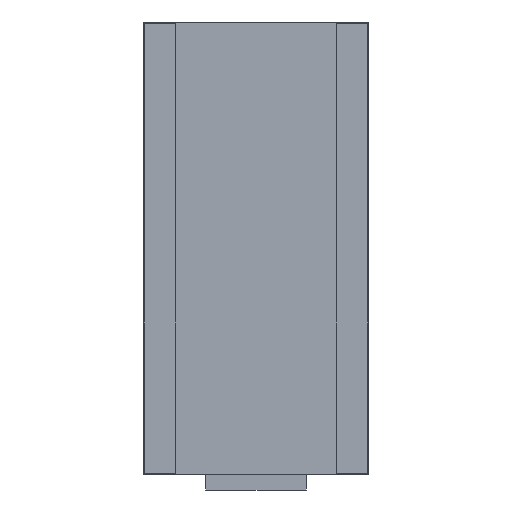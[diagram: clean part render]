
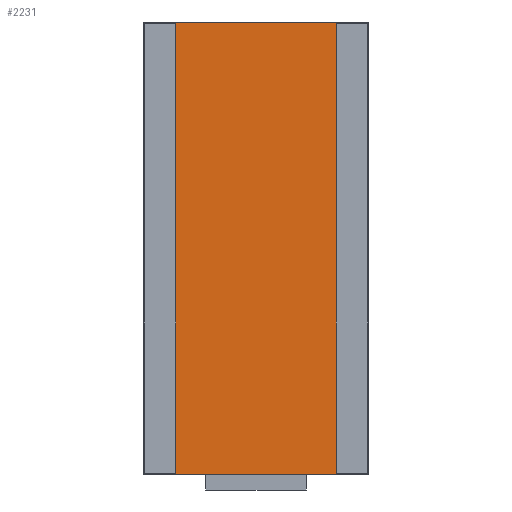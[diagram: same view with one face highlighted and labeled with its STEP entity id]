
A CAD part, front view. The second image highlights one B-rep face of the part: STEP entity #2231.
In plain terms, the highlighted planar face has unit normal (0, -1, 0).
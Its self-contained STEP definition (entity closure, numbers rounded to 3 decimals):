
#12 = VECTOR ( 'NONE', #744, 1000. ) ;
#47 = VERTEX_POINT ( 'NONE', #981 ) ;
#61 = VERTEX_POINT ( 'NONE', #1045 ) ;
#70 = CARTESIAN_POINT ( 'NONE',  ( -8.9, 0., 17.85 ) ) ;
#73 = VERTEX_POINT ( 'NONE', #2335 ) ;
#98 = CARTESIAN_POINT ( 'NONE',  ( -6.31, 0., 17.727 ) ) ;
#99 = EDGE_CURVE ( 'NONE', #204, #252, #2324, .T. ) ;
#109 = VERTEX_POINT ( 'NONE', #459 ) ;
#117 = CARTESIAN_POINT ( 'NONE',  ( -6.31, 0., 17.727 ) ) ;
#204 = VERTEX_POINT ( 'NONE', #98 ) ;
#226 = ORIENTED_EDGE ( 'NONE', *, *, #467, .F. ) ;
#231 = FACE_OUTER_BOUND ( 'NONE', #1477, .T. ) ;
#252 = VERTEX_POINT ( 'NONE', #317 ) ;
#260 = LINE ( 'NONE', #1803, #2313 ) ;
#317 = CARTESIAN_POINT ( 'NONE',  ( -8.81, 0., 17.727 ) ) ;
#384 = ORIENTED_EDGE ( 'NONE', *, *, #990, .F. ) ;
#426 = VECTOR ( 'NONE', #1560, 1000. ) ;
#433 = CARTESIAN_POINT ( 'NONE',  ( 0., 0., 0. ) ) ;
#448 = ORIENTED_EDGE ( 'NONE', *, *, #850, .F. ) ;
#459 = CARTESIAN_POINT ( 'NONE',  ( -6.31, 0., -17.727 ) ) ;
#466 = DIRECTION ( 'NONE',  ( 0., 0., 1. ) ) ;
#467 = EDGE_CURVE ( 'NONE', #1331, #821, #929, .T. ) ;
#487 = CARTESIAN_POINT ( 'NONE',  ( 8.81, 0., 17.727 ) ) ;
#514 = VERTEX_POINT ( 'NONE', #1660 ) ;
#533 = LINE ( 'NONE', #939, #2321 ) ;
#563 = DIRECTION ( 'NONE',  ( 1., 0., 0. ) ) ;
#569 = VECTOR ( 'NONE', #1830, 1000. ) ;
#592 = EDGE_CURVE ( 'NONE', #514, #1331, #1036, .T. ) ;
#609 = PLANE ( 'NONE',  #1173 ) ;
#635 = EDGE_CURVE ( 'NONE', #1872, #514, #637, .T. ) ;
#637 = LINE ( 'NONE', #2422, #1546 ) ;
#675 = CARTESIAN_POINT ( 'NONE',  ( 6.31, 0., 17.727 ) ) ;
#685 = CARTESIAN_POINT ( 'NONE',  ( -8.81, 0., 17.727 ) ) ;
#740 = DIRECTION ( 'NONE',  ( 1., 0., 0. ) ) ;
#744 = DIRECTION ( 'NONE',  ( 1., 0., 0. ) ) ;
#756 = FACE_BOUND ( 'NONE', #1329, .T. ) ;
#764 = EDGE_CURVE ( 'NONE', #61, #73, #260, .T. ) ;
#775 = VECTOR ( 'NONE', #466, 1000. ) ;
#821 = VERTEX_POINT ( 'NONE', #487 ) ;
#830 = VECTOR ( 'NONE', #1445, 1000. ) ;
#843 = EDGE_CURVE ( 'NONE', #109, #204, #2092, .T. ) ;
#850 = EDGE_CURVE ( 'NONE', #47, #61, #2125, .T. ) ;
#877 = VECTOR ( 'NONE', #740, 1000. ) ;
#887 = LINE ( 'NONE', #1145, #1632 ) ;
#900 = CARTESIAN_POINT ( 'NONE',  ( 8.9, 0., 17.85 ) ) ;
#929 = LINE ( 'NONE', #1543, #775 ) ;
#939 = CARTESIAN_POINT ( 'NONE',  ( -8.81, 0., -17.727 ) ) ;
#948 = VECTOR ( 'NONE', #1473, 1000. ) ;
#949 = CARTESIAN_POINT ( 'NONE',  ( -8.81, 0., -17.727 ) ) ;
#968 = ORIENTED_EDGE ( 'NONE', *, *, #2038, .F. ) ;
#981 = CARTESIAN_POINT ( 'NONE',  ( 8.9, 0., 17.85 ) ) ;
#990 = EDGE_CURVE ( 'NONE', #1587, #109, #533, .T. ) ;
#1002 = ORIENTED_EDGE ( 'NONE', *, *, #592, .F. ) ;
#1025 = ORIENTED_EDGE ( 'NONE', *, *, #635, .F. ) ;
#1036 = LINE ( 'NONE', #1129, #12 ) ;
#1045 = CARTESIAN_POINT ( 'NONE',  ( 8.9, 0., -17.85 ) ) ;
#1059 = DIRECTION ( 'NONE',  ( -1., 0., 0. ) ) ;
#1129 = CARTESIAN_POINT ( 'NONE',  ( 8.81, 0., -17.727 ) ) ;
#1145 = CARTESIAN_POINT ( 'NONE',  ( 8.81, 0., 17.727 ) ) ;
#1173 = AXIS2_PLACEMENT_3D ( 'NONE', #433, #1920, #2315 ) ;
#1181 = LINE ( 'NONE', #70, #426 ) ;
#1213 = ORIENTED_EDGE ( 'NONE', *, *, #99, .F. ) ;
#1308 = EDGE_CURVE ( 'NONE', #252, #1587, #2120, .T. ) ;
#1329 = EDGE_LOOP ( 'NONE', ( #1881, #1213, #2015, #384 ) ) ;
#1331 = VERTEX_POINT ( 'NONE', #2416 ) ;
#1356 = CARTESIAN_POINT ( 'NONE',  ( -8.9, 0., 17.85 ) ) ;
#1370 = EDGE_CURVE ( 'NONE', #1740, #47, #1412, .T. ) ;
#1412 = LINE ( 'NONE', #2247, #877 ) ;
#1445 = DIRECTION ( 'NONE',  ( -1., 0., 0. ) ) ;
#1473 = DIRECTION ( 'NONE',  ( 0., 0., -1. ) ) ;
#1477 = EDGE_LOOP ( 'NONE', ( #1513, #1551, #448, #2109 ) ) ;
#1489 = VECTOR ( 'NONE', #1628, 1000. ) ;
#1513 = ORIENTED_EDGE ( 'NONE', *, *, #2276, .F. ) ;
#1543 = CARTESIAN_POINT ( 'NONE',  ( 8.81, 0., 17.727 ) ) ;
#1546 = VECTOR ( 'NONE', #2413, 1000. ) ;
#1551 = ORIENTED_EDGE ( 'NONE', *, *, #764, .F. ) ;
#1560 = DIRECTION ( 'NONE',  ( 0., 0., 1. ) ) ;
#1587 = VERTEX_POINT ( 'NONE', #949 ) ;
#1628 = DIRECTION ( 'NONE',  ( 0., 0., -1. ) ) ;
#1632 = VECTOR ( 'NONE', #2096, 1000. ) ;
#1660 = CARTESIAN_POINT ( 'NONE',  ( 6.31, 0., -17.727 ) ) ;
#1740 = VERTEX_POINT ( 'NONE', #1356 ) ;
#1796 = CARTESIAN_POINT ( 'NONE',  ( -8.81, 0., 17.727 ) ) ;
#1803 = CARTESIAN_POINT ( 'NONE',  ( 8.9, 0., -17.85 ) ) ;
#1830 = DIRECTION ( 'NONE',  ( 0., 0., 1. ) ) ;
#1872 = VERTEX_POINT ( 'NONE', #675 ) ;
#1881 = ORIENTED_EDGE ( 'NONE', *, *, #1308, .F. ) ;
#1920 = DIRECTION ( 'NONE',  ( 0., 1., 0. ) ) ;
#2015 = ORIENTED_EDGE ( 'NONE', *, *, #843, .F. ) ;
#2038 = EDGE_CURVE ( 'NONE', #821, #1872, #887, .T. ) ;
#2092 = LINE ( 'NONE', #117, #569 ) ;
#2096 = DIRECTION ( 'NONE',  ( -1., 0., 0. ) ) ;
#2109 = ORIENTED_EDGE ( 'NONE', *, *, #1370, .F. ) ;
#2120 = LINE ( 'NONE', #685, #948 ) ;
#2125 = LINE ( 'NONE', #900, #1489 ) ;
#2172 = FACE_BOUND ( 'NONE', #2278, .T. ) ;
#2231 = ADVANCED_FACE ( 'NONE', ( #756, #231, #2172 ), #609, .F. ) ;
#2247 = CARTESIAN_POINT ( 'NONE',  ( 8.9, 0., 17.85 ) ) ;
#2276 = EDGE_CURVE ( 'NONE', #73, #1740, #1181, .T. ) ;
#2278 = EDGE_LOOP ( 'NONE', ( #226, #1002, #1025, #968 ) ) ;
#2313 = VECTOR ( 'NONE', #1059, 1000. ) ;
#2315 = DIRECTION ( 'NONE',  ( 0., 0., 1. ) ) ;
#2321 = VECTOR ( 'NONE', #563, 1000. ) ;
#2324 = LINE ( 'NONE', #1796, #830 ) ;
#2335 = CARTESIAN_POINT ( 'NONE',  ( -8.9, 0., -17.85 ) ) ;
#2413 = DIRECTION ( 'NONE',  ( 0., 0., -1. ) ) ;
#2416 = CARTESIAN_POINT ( 'NONE',  ( 8.81, 0., -17.727 ) ) ;
#2422 = CARTESIAN_POINT ( 'NONE',  ( 6.31, 0., 17.727 ) ) ;
